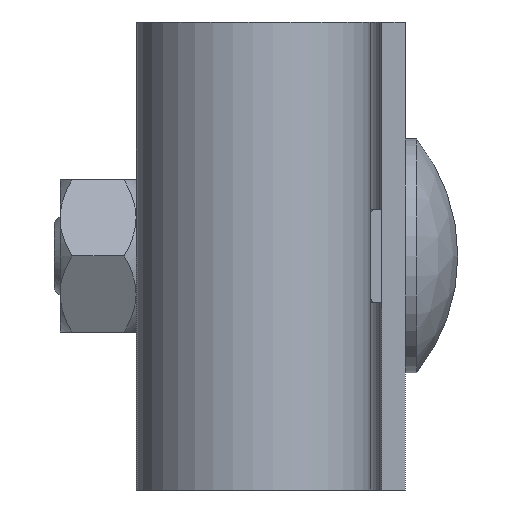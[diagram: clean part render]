
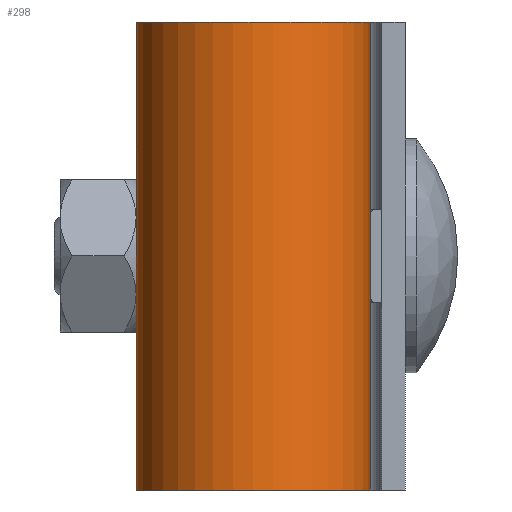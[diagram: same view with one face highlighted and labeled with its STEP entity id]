
A CAD part, front view. The second image highlights one B-rep face of the part: STEP entity #298.
In plain terms, the highlighted cylindrical face has radius 10 mm (diameter 20 mm), a partial arc.
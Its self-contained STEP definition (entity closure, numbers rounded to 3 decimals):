
#71 = CIRCLE ( 'NONE', #164, 10. ) ;
#139 = CARTESIAN_POINT ( 'NONE',  ( -10., -100., -20. ) ) ;
#164 = AXIS2_PLACEMENT_3D ( 'NONE', #353, #1125, #2565 ) ;
#206 = EDGE_CURVE ( 'NONE', #409, #2538, #71, .T. ) ;
#283 = ORIENTED_EDGE ( 'NONE', *, *, #206, .F. ) ;
#298 = ADVANCED_FACE ( 'NONE', ( #2524 ), #1367, .T. ) ;
#353 = CARTESIAN_POINT ( 'NONE',  ( -10., -100., -20. ) ) ;
#391 = CARTESIAN_POINT ( 'NONE',  ( -20., -100., -20. ) ) ;
#409 = VERTEX_POINT ( 'NONE', #2459 ) ;
#525 = DIRECTION ( 'NONE',  ( 0., 0., 1. ) ) ;
#537 = ORIENTED_EDGE ( 'NONE', *, *, #1856, .T. ) ;
#573 = VECTOR ( 'NONE', #525, 1000. ) ;
#591 = DIRECTION ( 'NONE',  ( 0., 0., 1. ) ) ;
#610 = CARTESIAN_POINT ( 'NONE',  ( -20., -100., -20. ) ) ;
#637 = AXIS2_PLACEMENT_3D ( 'NONE', #139, #1965, #1546 ) ;
#804 = DIRECTION ( 'NONE',  ( 0., 0., -1. ) ) ;
#810 = VERTEX_POINT ( 'NONE', #1185 ) ;
#957 = EDGE_CURVE ( 'NONE', #2538, #1959, #2135, .T. ) ;
#1002 = EDGE_CURVE ( 'NONE', #810, #1959, #1585, .T. ) ;
#1023 = VECTOR ( 'NONE', #591, 1000. ) ;
#1125 = DIRECTION ( 'NONE',  ( 0., 0., -1. ) ) ;
#1185 = CARTESIAN_POINT ( 'NONE',  ( 0., -100., 20. ) ) ;
#1243 = LINE ( 'NONE', #1339, #573 ) ;
#1276 = AXIS2_PLACEMENT_3D ( 'NONE', #2040, #804, #2249 ) ;
#1292 = CARTESIAN_POINT ( 'NONE',  ( -20., -100., 20. ) ) ;
#1302 = EDGE_LOOP ( 'NONE', ( #1592, #1757, #283, #537 ) ) ;
#1339 = CARTESIAN_POINT ( 'NONE',  ( 0., -100., -20. ) ) ;
#1367 = CYLINDRICAL_SURFACE ( 'NONE', #637, 10. ) ;
#1546 = DIRECTION ( 'NONE',  ( 1., 0., 0. ) ) ;
#1585 = CIRCLE ( 'NONE', #1276, 10. ) ;
#1592 = ORIENTED_EDGE ( 'NONE', *, *, #1002, .T. ) ;
#1757 = ORIENTED_EDGE ( 'NONE', *, *, #957, .F. ) ;
#1856 = EDGE_CURVE ( 'NONE', #409, #810, #1243, .T. ) ;
#1959 = VERTEX_POINT ( 'NONE', #1292 ) ;
#1965 = DIRECTION ( 'NONE',  ( 0., 0., 1. ) ) ;
#2040 = CARTESIAN_POINT ( 'NONE',  ( -10., -100., 20. ) ) ;
#2135 = LINE ( 'NONE', #391, #1023 ) ;
#2249 = DIRECTION ( 'NONE',  ( -1., 0., 0. ) ) ;
#2459 = CARTESIAN_POINT ( 'NONE',  ( 0., -100., -20. ) ) ;
#2524 = FACE_OUTER_BOUND ( 'NONE', #1302, .T. ) ;
#2538 = VERTEX_POINT ( 'NONE', #610 ) ;
#2565 = DIRECTION ( 'NONE',  ( -1., 0., 0. ) ) ;
